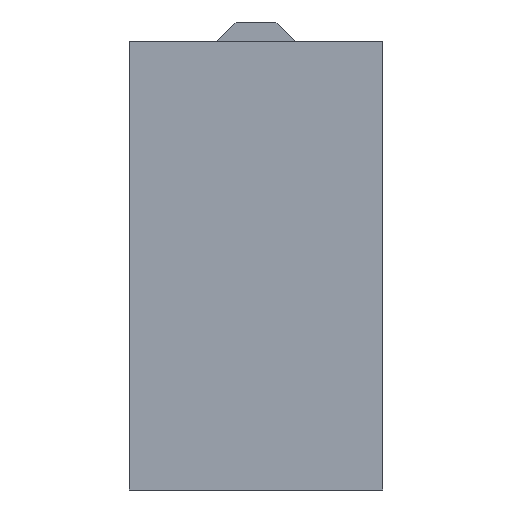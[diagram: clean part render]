
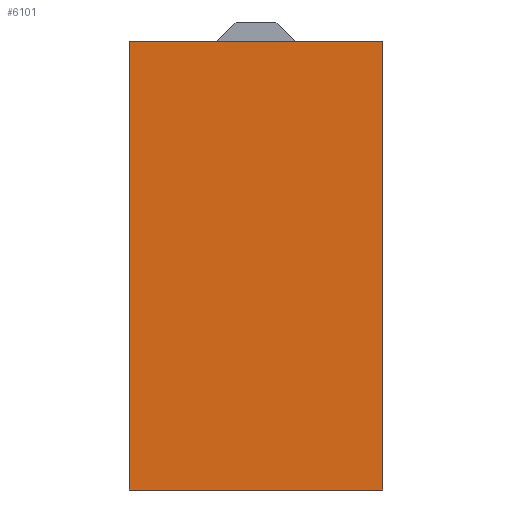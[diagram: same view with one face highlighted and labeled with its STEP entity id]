
A CAD part, left-side view. The second image highlights one B-rep face of the part: STEP entity #6101.
In plain terms, the highlighted planar face has unit normal (-1, 0, 0).
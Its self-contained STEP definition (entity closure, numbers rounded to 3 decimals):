
#224=PLANE('',#6436);
#505=FACE_OUTER_BOUND('',#871,.T.);
#871=EDGE_LOOP('',(#4996,#4997,#4998,#4999));
#1305=LINE('',#9247,#1925);
#1373=LINE('',#9427,#1993);
#1374=LINE('',#9434,#1994);
#1381=LINE('',#9461,#2001);
#1925=VECTOR('',#6973,10.);
#1993=VECTOR('',#7147,10.);
#1994=VECTOR('',#7154,10.);
#2001=VECTOR('',#7187,10.);
#2780=VERTEX_POINT('',#9245);
#2781=VERTEX_POINT('',#9246);
#2840=VERTEX_POINT('',#9424);
#2843=VERTEX_POINT('',#9433);
#3506=EDGE_CURVE('',#2780,#2781,#1305,.T.);
#3595=EDGE_CURVE('',#2780,#2840,#1373,.T.);
#3598=EDGE_CURVE('',#2840,#2843,#1374,.T.);
#3611=EDGE_CURVE('',#2781,#2843,#1381,.T.);
#4996=ORIENTED_EDGE('',*,*,#3506,.T.);
#4997=ORIENTED_EDGE('',*,*,#3611,.T.);
#4998=ORIENTED_EDGE('',*,*,#3598,.F.);
#4999=ORIENTED_EDGE('',*,*,#3595,.F.);
#6101=ADVANCED_FACE('',(#505),#224,.T.);
#6436=AXIS2_PLACEMENT_3D('',#9464,#7191,#7192);
#6973=DIRECTION('',(0.,0.,1.));
#7147=DIRECTION('',(0.,1.,0.));
#7154=DIRECTION('',(0.,0.,1.));
#7187=DIRECTION('',(0.,1.,0.));
#7191=DIRECTION('center_axis',(-1.,0.,0.));
#7192=DIRECTION('ref_axis',(0.,0.,1.));
#9245=CARTESIAN_POINT('',(-96.65,0.,-23.));
#9246=CARTESIAN_POINT('',(-96.65,0.,23.));
#9247=CARTESIAN_POINT('',(-96.65,0.,-23.));
#9424=CARTESIAN_POINT('',(-96.65,26.,-23.));
#9427=CARTESIAN_POINT('',(-96.65,0.,-23.));
#9433=CARTESIAN_POINT('',(-96.65,26.,23.));
#9434=CARTESIAN_POINT('',(-96.65,26.,-23.));
#9461=CARTESIAN_POINT('',(-96.65,0.,23.));
#9464=CARTESIAN_POINT('Origin',(-96.65,0.,-23.));
